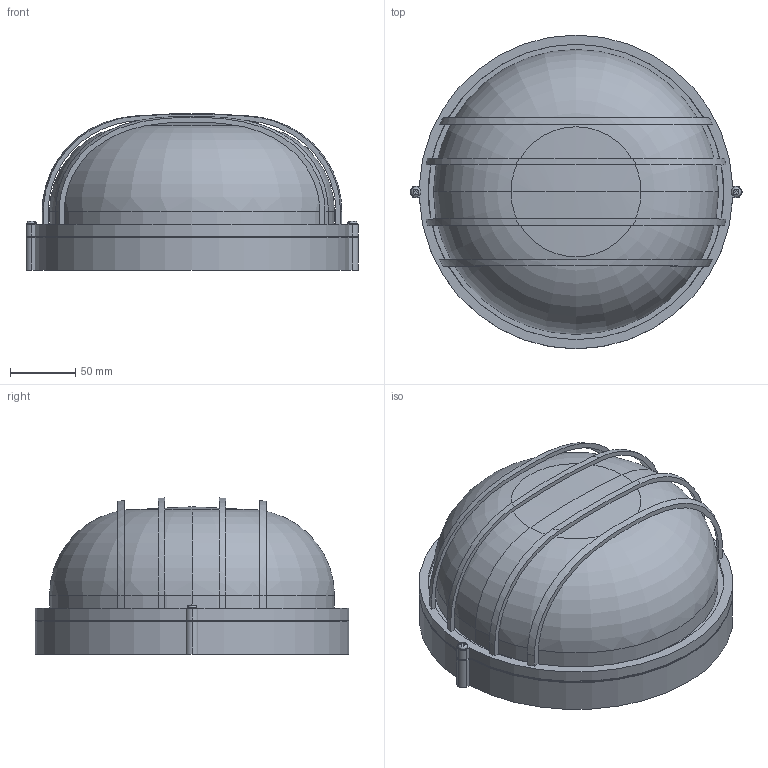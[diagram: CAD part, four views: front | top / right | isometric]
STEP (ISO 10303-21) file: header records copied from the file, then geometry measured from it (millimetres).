
FILE_DESCRIPTION (( 'STEP AP214' ), '1' );
FILE_NAME ('LNPP0-1106-1-100-K02 Ñâåòèëüíèê ÍÏÏ1106 ÷åðíûé_êðóã ñåòêà 100Âò IP54 ÈÝÊ.STEP', '2017-06-23T07:38:22', ( '' ), ( '' ), 'SwSTEP 2.0', 'SolidWorks 2014', '' );
FILE_SCHEMA (( 'AUTOMOTIVE_DESIGN' ));
Length unit declared in the file: millimetre
Products named in the file (1): LNPP0-1106-1-100-K02 Ñâåòèëüíèê ÍÏÏ1106 ÷åðíûé_êðóã ñåòêà  100Âò IP54  ÈÝÊ
Bounding box: 254 x 240 x 119.56 mm (x, y, z)
Volume: 3441513.9 mm3; surface area: 184022.3 mm2
Topology: 1 solids, 1 shells, 143 faces, 393 edges, 257 vertices
Faces by surface type: plane 66, cylinder 47, torus 24, sphere 6
Entity records: 5941 total; most frequent: CARTESIAN_POINT 2208, ORIENTED_EDGE 786, DIRECTION 783, EDGE_CURVE 393, AXIS2_PLACEMENT_3D 298, VERTEX_POINT 257, LINE 187, VECTOR 187
